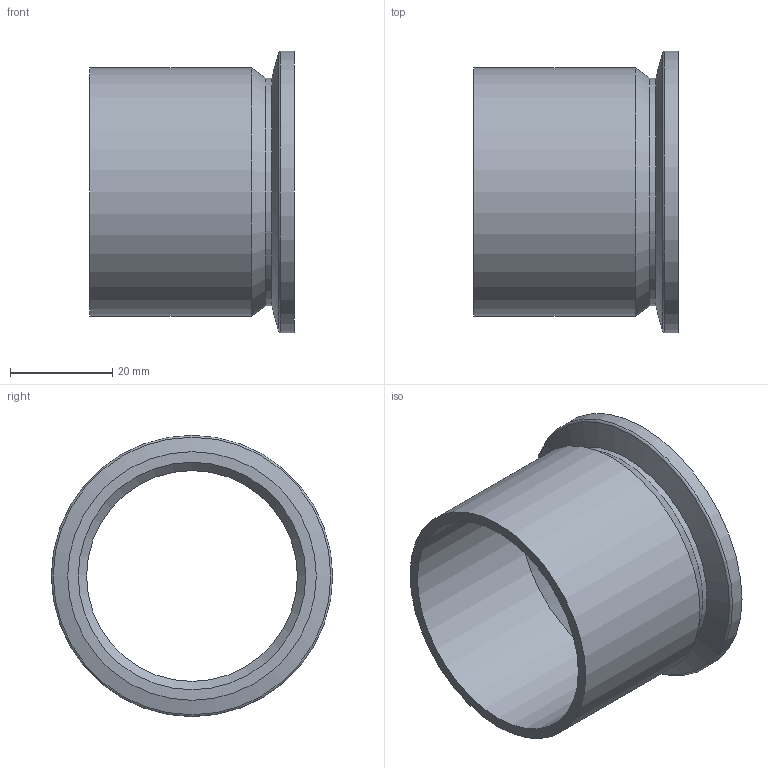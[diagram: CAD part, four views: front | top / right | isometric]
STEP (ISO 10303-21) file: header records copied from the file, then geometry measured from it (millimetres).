
FILE_DESCRIPTION (( 'STEP AP214' ), '1' );
FILE_NAME ('BT1KF404940LFULLVAC.STEP', '2025-07-03T07:46:55', ( '' ), ( '' ), 'SwSTEP 2.0', 'SolidWorks 2017', '' );
FILE_SCHEMA (( 'AUTOMOTIVE_DESIGN' ));
Length unit declared in the file: millimetre
Products named in the file (1): BT1KF404940LFULLVAC
Bounding box: 40 x 55 x 55 mm (x, y, z)
Volume: 15272.1 mm3; surface area: 13763 mm2
Topology: 1 solids, 1 shells, 11 faces, 21 edges, 12 vertices
Faces by surface type: cylinder 5, cone 3, plane 2, torus 1
Full cylindrical faces by diameter (mm): 41.2 x1, 44.5 x2, 48.6 x1, 55 x1
Entity records: 262 total; most frequent: DIRECTION 46, CARTESIAN_POINT 34, AXIS2_PLACEMENT_3D 23, ORIENTED_EDGE 22, EDGE_LOOP 22, FACE_OUTER_BOUND 17, VERTEX_POINT 11, ADVANCED_FACE 11
